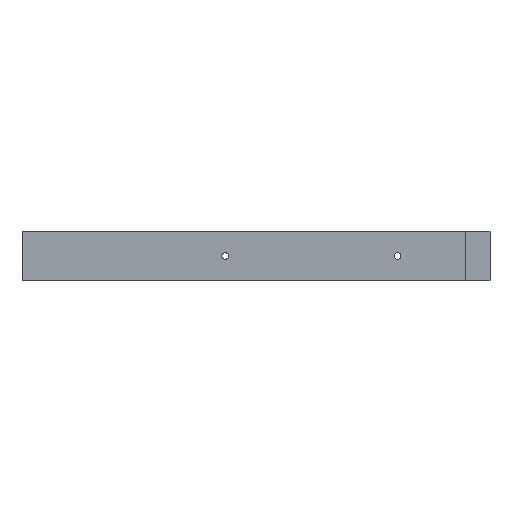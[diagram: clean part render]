
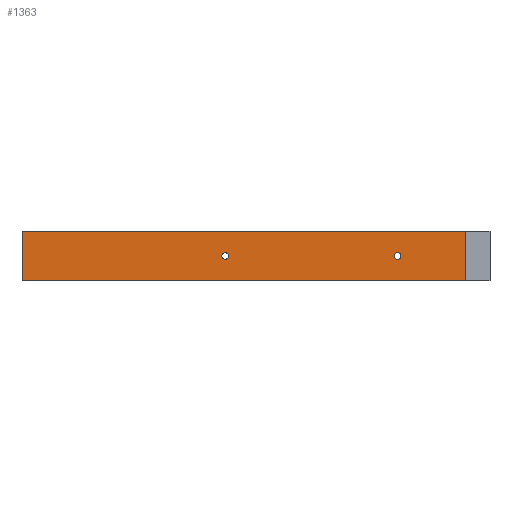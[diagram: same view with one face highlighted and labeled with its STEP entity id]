
A CAD part, left-side view. The second image highlights one B-rep face of the part: STEP entity #1363.
In plain terms, the highlighted planar face has unit normal (-1, 0, 0).
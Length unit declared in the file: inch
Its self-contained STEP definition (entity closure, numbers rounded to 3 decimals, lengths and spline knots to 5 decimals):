
#30 = CARTESIAN_POINT ( 'NONE',  ( -3.25, -2.875, 0.568 ) ) ;
#104 = CARTESIAN_POINT ( 'NONE',  ( -3.25, -2.875, 0.5 ) ) ;
#105 = AXIS2_PLACEMENT_3D ( 'NONE', #104, #1154, #3106 ) ;
#118 = EDGE_CURVE ( 'NONE', #403, #3120, #2285, .T. ) ;
#319 = DIRECTION ( 'NONE',  ( 0., 0., 1. ) ) ;
#348 = DIRECTION ( 'NONE',  ( 0., 0., 1. ) ) ;
#403 = VERTEX_POINT ( 'NONE', #2442 ) ;
#468 = VERTEX_POINT ( 'NONE', #2720 ) ;
#472 = EDGE_CURVE ( 'NONE', #2522, #2009, #3279, .T. ) ;
#554 = VECTOR ( 'NONE', #2766, 39.37008 ) ;
#568 = ORIENTED_EDGE ( 'NONE', *, *, #2112, .F. ) ;
#582 = CARTESIAN_POINT ( 'NONE',  ( -3.25, -4.75, 1. ) ) ;
#598 = EDGE_CURVE ( 'NONE', #767, #1427, #1552, .T. ) ;
#767 = VERTEX_POINT ( 'NONE', #894 ) ;
#894 = CARTESIAN_POINT ( 'NONE',  ( -3.25, 4.75, 1. ) ) ;
#1009 = DIRECTION ( 'NONE',  ( 1., 0., 0. ) ) ;
#1151 = EDGE_CURVE ( 'NONE', #2009, #2522, #3232, .T. ) ;
#1154 = DIRECTION ( 'NONE',  ( -1., 0., 0. ) ) ;
#1225 = LINE ( 'NONE', #2996, #554 ) ;
#1362 = LINE ( 'NONE', #582, #2300 ) ;
#1363 = ADVANCED_FACE ( 'NONE', ( #1856, #2117, #2637 ), #3164, .F. ) ;
#1416 = DIRECTION ( 'NONE',  ( 0., 0., 1. ) ) ;
#1425 = ORIENTED_EDGE ( 'NONE', *, *, #3388, .F. ) ;
#1427 = VERTEX_POINT ( 'NONE', #2189 ) ;
#1476 = DIRECTION ( 'NONE',  ( -1., 0., 0. ) ) ;
#1510 = ORIENTED_EDGE ( 'NONE', *, *, #3009, .T. ) ;
#1551 = CIRCLE ( 'NONE', #2751, 0.068 ) ;
#1552 = LINE ( 'NONE', #2851, #2468 ) ;
#1692 = LINE ( 'NONE', #2992, #3287 ) ;
#1746 = EDGE_LOOP ( 'NONE', ( #3074, #2005 ) ) ;
#1764 = AXIS2_PLACEMENT_3D ( 'NONE', #1910, #1963, #319 ) ;
#1780 = DIRECTION ( 'NONE',  ( 0., 0., -1. ) ) ;
#1856 = FACE_OUTER_BOUND ( 'NONE', #2916, .T. ) ;
#1875 = CARTESIAN_POINT ( 'NONE',  ( -3.25, -4.75, 1. ) ) ;
#1910 = CARTESIAN_POINT ( 'NONE',  ( -3.25, -2.875, 0.5 ) ) ;
#1963 = DIRECTION ( 'NONE',  ( -1., 0., 0. ) ) ;
#1974 = AXIS2_PLACEMENT_3D ( 'NONE', #2238, #1476, #2010 ) ;
#2005 = ORIENTED_EDGE ( 'NONE', *, *, #1151, .F. ) ;
#2009 = VERTEX_POINT ( 'NONE', #2872 ) ;
#2010 = DIRECTION ( 'NONE',  ( 0., 0., 1. ) ) ;
#2051 = CARTESIAN_POINT ( 'NONE',  ( -3.25, 0.625, 0.568 ) ) ;
#2057 = DIRECTION ( 'NONE',  ( 0., 0., -1. ) ) ;
#2083 = AXIS2_PLACEMENT_3D ( 'NONE', #1875, #1009, #2057 ) ;
#2112 = EDGE_CURVE ( 'NONE', #767, #2508, #1362, .T. ) ;
#2117 = FACE_BOUND ( 'NONE', #2287, .T. ) ;
#2152 = EDGE_CURVE ( 'NONE', #468, #2508, #1692, .T. ) ;
#2165 = DIRECTION ( 'NONE',  ( 0., -1., 0. ) ) ;
#2189 = CARTESIAN_POINT ( 'NONE',  ( -3.25, 4.75, 0. ) ) ;
#2238 = CARTESIAN_POINT ( 'NONE',  ( -3.25, 0.625, 0.5 ) ) ;
#2285 = CIRCLE ( 'NONE', #1974, 0.068 ) ;
#2287 = EDGE_LOOP ( 'NONE', ( #1425, #3208 ) ) ;
#2300 = VECTOR ( 'NONE', #2165, 39.37008 ) ;
#2369 = CARTESIAN_POINT ( 'NONE',  ( -3.25, 0.625, 0.5 ) ) ;
#2442 = CARTESIAN_POINT ( 'NONE',  ( -3.25, 0.625, 0.432 ) ) ;
#2448 = ORIENTED_EDGE ( 'NONE', *, *, #598, .T. ) ;
#2468 = VECTOR ( 'NONE', #1780, 39.37008 ) ;
#2508 = VERTEX_POINT ( 'NONE', #3203 ) ;
#2522 = VERTEX_POINT ( 'NONE', #30 ) ;
#2637 = FACE_BOUND ( 'NONE', #1746, .T. ) ;
#2695 = ORIENTED_EDGE ( 'NONE', *, *, #2152, .T. ) ;
#2720 = CARTESIAN_POINT ( 'NONE',  ( -3.25, -4.25, 0. ) ) ;
#2751 = AXIS2_PLACEMENT_3D ( 'NONE', #2369, #3174, #348 ) ;
#2766 = DIRECTION ( 'NONE',  ( 0., -1., 0. ) ) ;
#2851 = CARTESIAN_POINT ( 'NONE',  ( -3.25, 4.75, 1. ) ) ;
#2872 = CARTESIAN_POINT ( 'NONE',  ( -3.25, -2.875, 0.432 ) ) ;
#2916 = EDGE_LOOP ( 'NONE', ( #1510, #2695, #568, #2448 ) ) ;
#2992 = CARTESIAN_POINT ( 'NONE',  ( -3.25, -4.25, 1. ) ) ;
#2996 = CARTESIAN_POINT ( 'NONE',  ( -3.25, -4.75, 0. ) ) ;
#3009 = EDGE_CURVE ( 'NONE', #1427, #468, #1225, .T. ) ;
#3074 = ORIENTED_EDGE ( 'NONE', *, *, #472, .F. ) ;
#3106 = DIRECTION ( 'NONE',  ( 0., 0., 1. ) ) ;
#3120 = VERTEX_POINT ( 'NONE', #2051 ) ;
#3164 = PLANE ( 'NONE',  #2083 ) ;
#3174 = DIRECTION ( 'NONE',  ( -1., 0., 0. ) ) ;
#3203 = CARTESIAN_POINT ( 'NONE',  ( -3.25, -4.25, 1. ) ) ;
#3208 = ORIENTED_EDGE ( 'NONE', *, *, #118, .F. ) ;
#3232 = CIRCLE ( 'NONE', #1764, 0.068 ) ;
#3279 = CIRCLE ( 'NONE', #105, 0.068 ) ;
#3287 = VECTOR ( 'NONE', #1416, 39.37008 ) ;
#3388 = EDGE_CURVE ( 'NONE', #3120, #403, #1551, .T. ) ;
